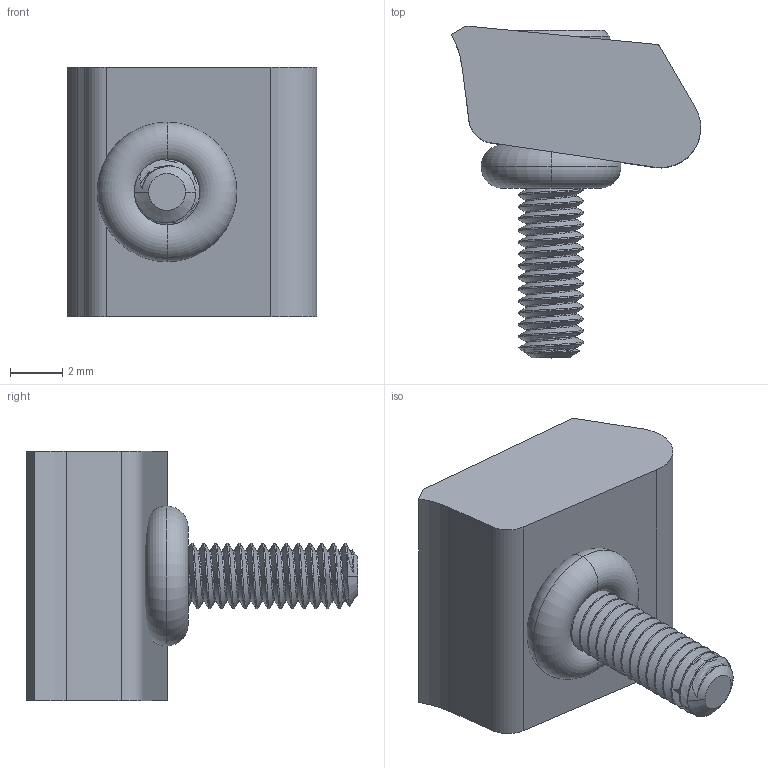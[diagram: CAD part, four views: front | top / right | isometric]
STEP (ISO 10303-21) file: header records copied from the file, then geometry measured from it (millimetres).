
FILE_DESCRIPTION (( 'STEP AP214' ), '1' );
FILE_NAME ('SW3dPS-56000.step', '2012-04-14T00:56:22', ( 'Solidworks' ), ( 'Solidworks' ), 'SwSTEP 2.0', 'SolidWorks 2012', '' );
FILE_SCHEMA (( 'AUTOMOTIVE_DESIGN' ));
Length unit declared in the file: millimetre
Products named in the file (4): SW3dPS-56000_SW3dPS-56000_26000-1; SW3dPS-56000_SW3dPS-56000_M2_5 SHCS-1; SW3dPS-56000_SW3dPS-56000_oring-1; SW3dPS-56000
Assembly tree (3 placements, depth 2):
  SW3dPS-56000
    SW3dPS-56000_SW3dPS-56000_26000-1
    SW3dPS-56000_SW3dPS-56000_M2_5 SHCS-1
    SW3dPS-56000_SW3dPS-56000_oring-1
Bounding box: 9.53 x 12.66 x 9.53 mm (x, y, z)
Volume: 380.6 mm3; surface area: 616.3 mm2
Topology: 3 solids, 3 shells, 139 faces, 378 edges, 246 vertices
Faces by surface type: cylinder 98, plane 22, cone 13, torus 4, bspline 2
Entity records: 7267 total; most frequent: CARTESIAN_POINT 4048, ORIENTED_EDGE 756, DIRECTION 516, EDGE_CURVE 378, VERTEX_POINT 246, AXIS2_PLACEMENT_3D 187, EDGE_LOOP 144, LINE 142
